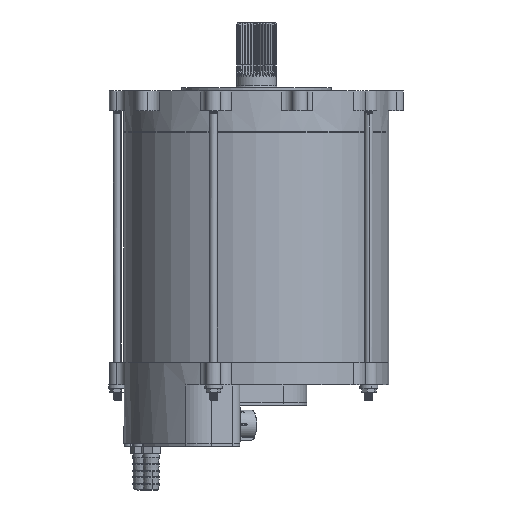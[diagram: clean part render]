
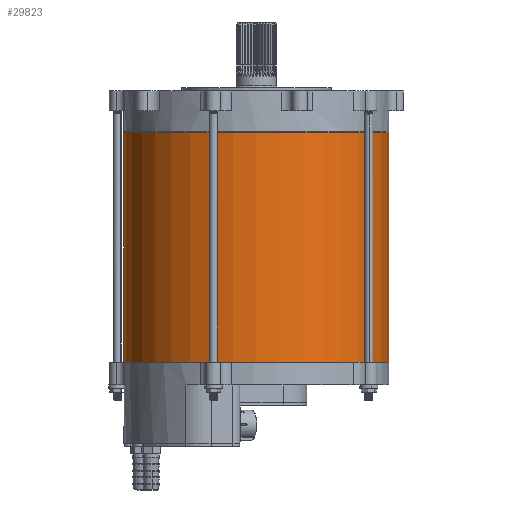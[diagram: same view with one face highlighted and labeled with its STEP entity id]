
A CAD part, front view. The second image highlights one B-rep face of the part: STEP entity #29823.
In plain terms, the highlighted cylindrical face has radius 132.5 mm (diameter 265 mm), a partial arc.
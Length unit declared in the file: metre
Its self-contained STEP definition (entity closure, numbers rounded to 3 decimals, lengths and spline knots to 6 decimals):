
#1402 = CIRCLE ( 'NONE', #110874, 0.1325 ) ;
#1511 = DIRECTION ( 'NONE',  ( -1., 0., 0. ) ) ;
#2371 = AXIS2_PLACEMENT_3D ( 'NONE', #68157, #106781, #59430 ) ;
#4594 = EDGE_CURVE ( 'NONE', #40477, #64442, #59398, .T. ) ;
#8928 = DIRECTION ( 'NONE',  ( -1., 0., 0. ) ) ;
#13346 = ORIENTED_EDGE ( 'NONE', *, *, #55429, .F. ) ;
#14540 = VERTEX_POINT ( 'NONE', #117231 ) ;
#21884 = CARTESIAN_POINT ( 'NONE',  ( -0.1325, 0., -0.0115 ) ) ;
#25886 = CYLINDRICAL_SURFACE ( 'NONE', #85219, 0.1325 ) ;
#29823 = ADVANCED_FACE ( 'NONE', ( #82003 ), #25886, .T. ) ;
#37548 = CARTESIAN_POINT ( 'NONE',  ( -0.1325, 0., 0.2185 ) ) ;
#38321 = CARTESIAN_POINT ( 'NONE',  ( 0., 0., 0.2185 ) ) ;
#40477 = VERTEX_POINT ( 'NONE', #37548 ) ;
#47181 = ORIENTED_EDGE ( 'NONE', *, *, #4594, .T. ) ;
#50405 = CARTESIAN_POINT ( 'NONE',  ( 0.1325, 0., 0.2185 ) ) ;
#53887 = ORIENTED_EDGE ( 'NONE', *, *, #108830, .T. ) ;
#55429 = EDGE_CURVE ( 'NONE', #121863, #64442, #1402, .T. ) ;
#59398 = LINE ( 'NONE', #78705, #73740 ) ;
#59430 = DIRECTION ( 'NONE',  ( -1., 0., 0. ) ) ;
#59787 = LINE ( 'NONE', #50405, #61438 ) ;
#61438 = VECTOR ( 'NONE', #117112, 1. ) ;
#64442 = VERTEX_POINT ( 'NONE', #21884 ) ;
#65696 = DIRECTION ( 'NONE',  ( 0., 0., -1. ) ) ;
#68157 = CARTESIAN_POINT ( 'NONE',  ( 0., 0., 0.2185 ) ) ;
#73740 = VECTOR ( 'NONE', #97372, 1. ) ;
#78705 = CARTESIAN_POINT ( 'NONE',  ( -0.1325, 0., 0.2185 ) ) ;
#82003 = FACE_OUTER_BOUND ( 'NONE', #97697, .T. ) ;
#85219 = AXIS2_PLACEMENT_3D ( 'NONE', #38321, #113769, #1511 ) ;
#93179 = CARTESIAN_POINT ( 'NONE',  ( 0.1325, 0., -0.0115 ) ) ;
#93343 = ORIENTED_EDGE ( 'NONE', *, *, #105323, .F. ) ;
#97372 = DIRECTION ( 'NONE',  ( 0., 0., -1. ) ) ;
#97697 = EDGE_LOOP ( 'NONE', ( #93343, #53887, #47181, #13346 ) ) ;
#105323 = EDGE_CURVE ( 'NONE', #14540, #121863, #59787, .T. ) ;
#106781 = DIRECTION ( 'NONE',  ( 0., 0., -1. ) ) ;
#108830 = EDGE_CURVE ( 'NONE', #14540, #40477, #113905, .T. ) ;
#110566 = CARTESIAN_POINT ( 'NONE',  ( 0., 0., -0.0115 ) ) ;
#110874 = AXIS2_PLACEMENT_3D ( 'NONE', #110566, #65696, #8928 ) ;
#113769 = DIRECTION ( 'NONE',  ( 0., 0., -1. ) ) ;
#113905 = CIRCLE ( 'NONE', #2371, 0.1325 ) ;
#117112 = DIRECTION ( 'NONE',  ( 0., 0., -1. ) ) ;
#117231 = CARTESIAN_POINT ( 'NONE',  ( 0.1325, 0., 0.2185 ) ) ;
#121863 = VERTEX_POINT ( 'NONE', #93179 ) ;
